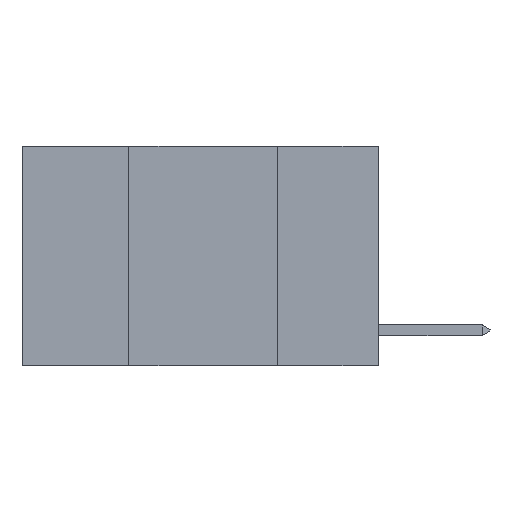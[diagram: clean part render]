
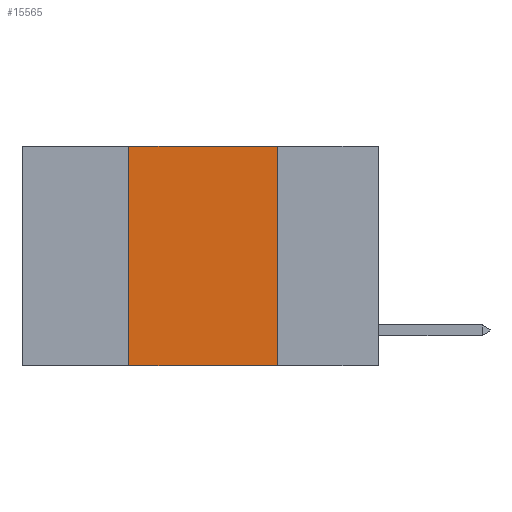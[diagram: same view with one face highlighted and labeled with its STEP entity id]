
A CAD part, left-side view. The second image highlights one B-rep face of the part: STEP entity #15565.
In plain terms, the highlighted planar face has unit normal (-1, 0, 0).
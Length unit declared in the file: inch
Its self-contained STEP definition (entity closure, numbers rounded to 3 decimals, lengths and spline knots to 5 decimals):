
#92 = ORIENTED_EDGE ( 'NONE', *, *, #18432, .F. ) ;
#747 = VERTEX_POINT ( 'NONE', #1711 ) ;
#769 = AXIS2_PLACEMENT_3D ( 'NONE', #17661, #5216, #1485 ) ;
#967 = CARTESIAN_POINT ( 'NONE',  ( 0., 0.17, 0. ) ) ;
#1285 = LINE ( 'NONE', #18403, #6380 ) ;
#1485 = DIRECTION ( 'NONE',  ( 0., 0., -1. ) ) ;
#1711 = CARTESIAN_POINT ( 'NONE',  ( 0., 0.42, 0. ) ) ;
#2486 = VECTOR ( 'NONE', #5398, 39.37008 ) ;
#2567 = VERTEX_POINT ( 'NONE', #9831 ) ;
#3550 = LINE ( 'NONE', #14286, #2486 ) ;
#4376 = CARTESIAN_POINT ( 'NONE',  ( 0., 0.6, 0. ) ) ;
#5216 = DIRECTION ( 'NONE',  ( 1., 0., 0. ) ) ;
#5255 = ORIENTED_EDGE ( 'NONE', *, *, #9759, .T. ) ;
#5398 = DIRECTION ( 'NONE',  ( 0., -1., 0. ) ) ;
#6380 = VECTOR ( 'NONE', #9584, 39.37008 ) ;
#6989 = VERTEX_POINT ( 'NONE', #21444 ) ;
#7174 = EDGE_CURVE ( 'NONE', #6989, #2567, #9848, .T. ) ;
#9584 = DIRECTION ( 'NONE',  ( 0., 0., 1. ) ) ;
#9759 = EDGE_CURVE ( 'NONE', #12155, #2567, #3550, .T. ) ;
#9831 = CARTESIAN_POINT ( 'NONE',  ( 0., 0.17, -0.37 ) ) ;
#9848 = LINE ( 'NONE', #967, #22546 ) ;
#12155 = VERTEX_POINT ( 'NONE', #15125 ) ;
#12611 = VECTOR ( 'NONE', #12919, 39.37008 ) ;
#12688 = LINE ( 'NONE', #4376, #12611 ) ;
#12919 = DIRECTION ( 'NONE',  ( 0., -1., 0. ) ) ;
#13876 = EDGE_LOOP ( 'NONE', ( #18824, #18674, #92, #5255 ) ) ;
#14286 = CARTESIAN_POINT ( 'NONE',  ( 0., 0.6, -0.37 ) ) ;
#15086 = DIRECTION ( 'NONE',  ( 0., 0., -1. ) ) ;
#15125 = CARTESIAN_POINT ( 'NONE',  ( 0., 0.42, -0.37 ) ) ;
#15565 = ADVANCED_FACE ( 'NONE', ( #16989 ), #17558, .F. ) ;
#16849 = EDGE_CURVE ( 'NONE', #747, #6989, #12688, .T. ) ;
#16989 = FACE_OUTER_BOUND ( 'NONE', #13876, .T. ) ;
#17558 = PLANE ( 'NONE',  #769 ) ;
#17661 = CARTESIAN_POINT ( 'NONE',  ( 0., 0.6, 0. ) ) ;
#18403 = CARTESIAN_POINT ( 'NONE',  ( 0., 0.42, 0. ) ) ;
#18432 = EDGE_CURVE ( 'NONE', #12155, #747, #1285, .T. ) ;
#18674 = ORIENTED_EDGE ( 'NONE', *, *, #16849, .F. ) ;
#18824 = ORIENTED_EDGE ( 'NONE', *, *, #7174, .F. ) ;
#21444 = CARTESIAN_POINT ( 'NONE',  ( 0., 0.17, 0. ) ) ;
#22546 = VECTOR ( 'NONE', #15086, 39.37008 ) ;
